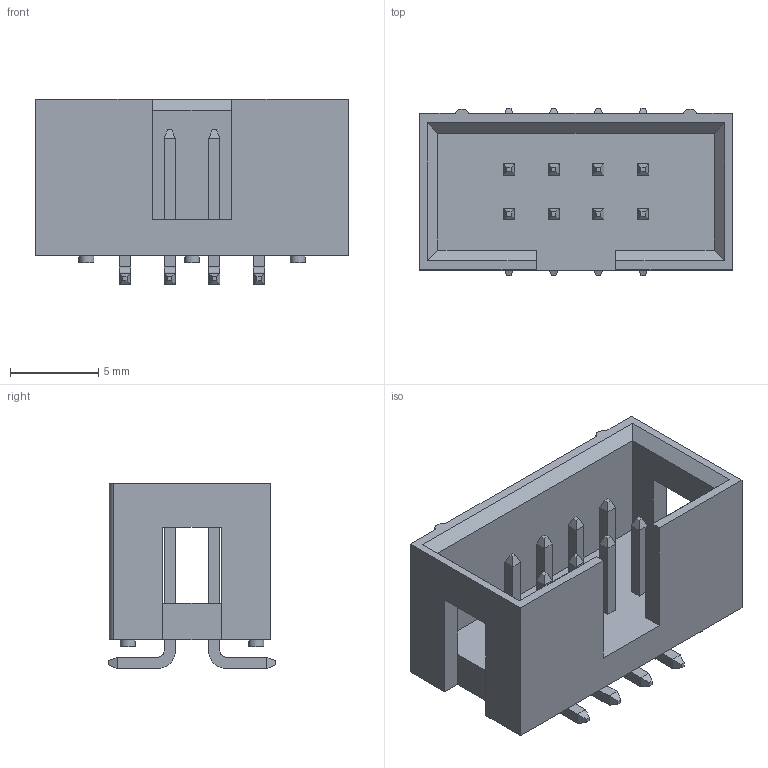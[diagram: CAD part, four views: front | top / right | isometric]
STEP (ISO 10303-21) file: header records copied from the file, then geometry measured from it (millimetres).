
FILE_DESCRIPTION(/* description */ ('Unknown'),/* implementation_level */ '2;1');
FILE_NAME(/* name */ '61200820621',/* time_stamp */ '2019-11-27T15:30:15+01:00',/* author */ ('Unknown'),/* organization */ ('Unknown'),/* preprocessor_version */ 'ST-DEVELOPER v16.7',/* originating_system */ 'DEX',/* authorisation */ $);
FILE_SCHEMA (('AUTOMOTIVE_DESIGN {1 0 10303 214 3 1 1}'));
Length unit declared in the file: millimetre
Products named in the file (3): 6120xx20621; 61200820621; 6120xx20621_PIN
Assembly tree (9 placements, depth 2):
  6120xx20621
    61200820621
    6120xx20621_PIN  x8
Bounding box: 17.78 x 9.5 x 10.51 mm (x, y, z)
Volume: 641.3 mm3; surface area: 1282.1 mm2
Topology: 9 solids, 9 shells, 251 faces, 595 edges, 364 vertices
Faces by surface type: plane 227, cylinder 24
Full cylindrical faces by diameter (mm): 0.85 x6
Entity records: 3721 total; most frequent: CARTESIAN_POINT 628, ORIENTED_EDGE 606, DIRECTION 593, EDGE_CURVE 303, LINE 283, VECTOR 283, VERTEX_POINT 190, AXIS2_PLACEMENT_3D 155
